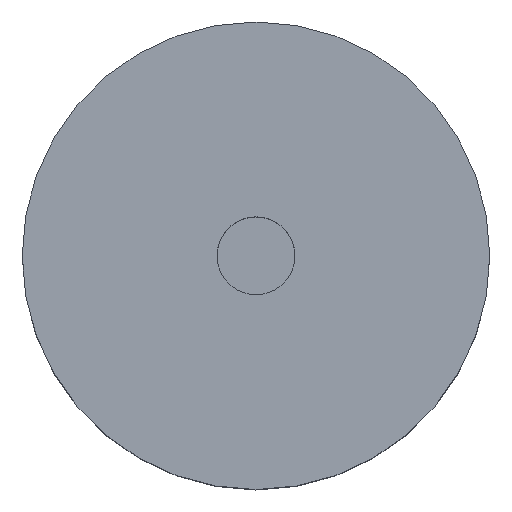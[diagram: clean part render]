
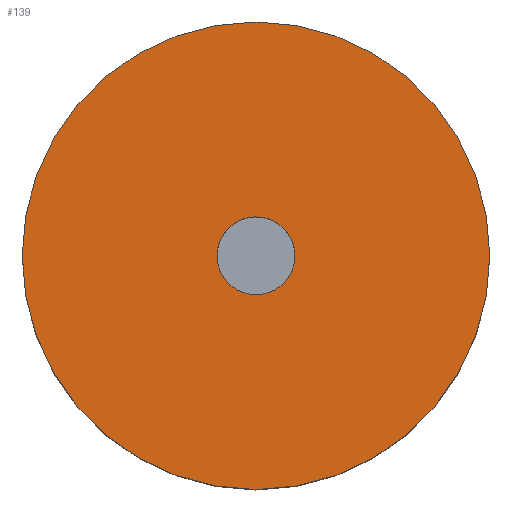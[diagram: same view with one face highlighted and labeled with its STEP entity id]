
A CAD part, top view. The second image highlights one B-rep face of the part: STEP entity #139.
In plain terms, the highlighted planar face has unit normal (0, 0, 1).
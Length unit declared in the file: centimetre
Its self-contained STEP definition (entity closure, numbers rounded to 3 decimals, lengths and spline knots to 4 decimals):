
#38=PLANE('',#160);
#47=VERTEX_POINT('',#220);
#48=VERTEX_POINT('',#224);
#57=CIRCLE('',#155,0.055);
#58=CIRCLE('',#158,0.33);
#67=EDGE_CURVE('',#47,#47,#57,.T.);
#68=EDGE_CURVE('',#48,#48,#58,.T.);
#86=ORIENTED_EDGE('',*,*,#67,.T.);
#87=ORIENTED_EDGE('',*,*,#68,.F.);
#106=EDGE_LOOP('',(#86));
#107=EDGE_LOOP('',(#87));
#126=FACE_BOUND('',#106,.T.);
#127=FACE_BOUND('',#107,.T.);
#139=ADVANCED_FACE('',(#126,#127),#38,.T.);
#155=AXIS2_PLACEMENT_3D('',#219,#187,#188);
#158=AXIS2_PLACEMENT_3D('',#223,#192,#193);
#160=AXIS2_PLACEMENT_3D('',#227,#196,$);
#187=DIRECTION('',(0.,0.,-1.));
#188=DIRECTION('',(0.055,0.,0.));
#192=DIRECTION('',(0.,0.,-1.));
#193=DIRECTION('',(0.33,0.,0.));
#196=DIRECTION('',(0.,0.,1.));
#219=CARTESIAN_POINT('',(0.,0.,0.35));
#220=CARTESIAN_POINT('',(0.055,0.,0.35));
#223=CARTESIAN_POINT('',(0.,0.,0.35));
#224=CARTESIAN_POINT('',(0.33,0.,0.35));
#227=CARTESIAN_POINT('',(0.,0.,0.35));
